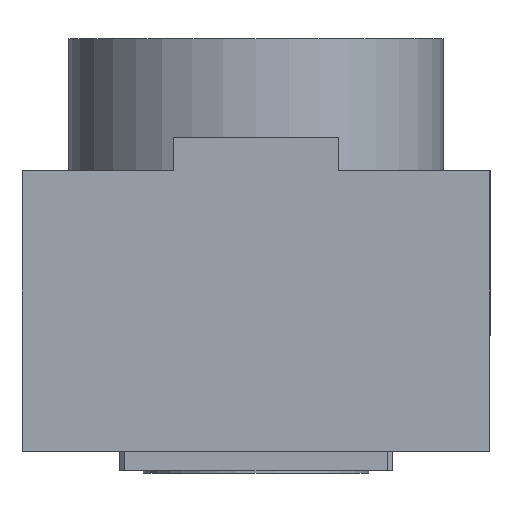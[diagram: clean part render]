
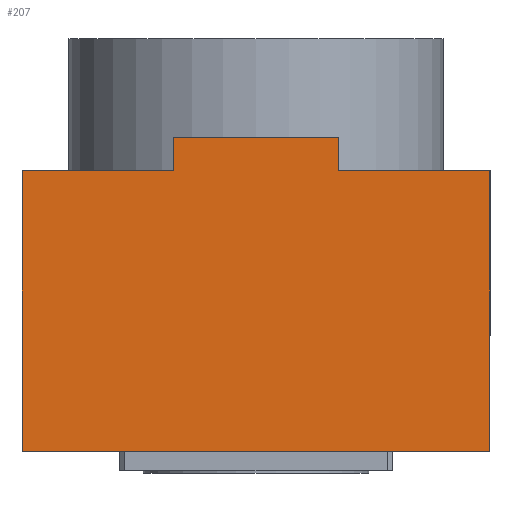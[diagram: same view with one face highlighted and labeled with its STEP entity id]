
A CAD part, left-side view. The second image highlights one B-rep face of the part: STEP entity #207.
In plain terms, the highlighted planar face has unit normal (-1, 0, 0).
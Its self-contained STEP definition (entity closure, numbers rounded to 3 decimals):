
#52=FACE_OUTER_BOUND('',#293,.T.);
#75=LINE('',#955,#138);
#85=LINE('',#988,#148);
#88=LINE('',#993,#151);
#90=LINE('',#999,#153);
#91=LINE('',#1001,#154);
#92=LINE('',#1003,#155);
#93=LINE('',#1005,#156);
#94=LINE('',#1006,#157);
#138=VECTOR('',#771,1.);
#148=VECTOR('',#803,1.);
#151=VECTOR('',#806,1.);
#153=VECTOR('',#812,1.);
#154=VECTOR('',#815,1.);
#155=VECTOR('',#816,1.);
#156=VECTOR('',#817,1.);
#157=VECTOR('',#818,1.);
#207=ADVANCED_FACE('',(#52),#242,.F.);
#242=PLANE('',#711);
#293=EDGE_LOOP('',(#372,#373,#374,#375,#376,#377,#378,#379));
#372=ORIENTED_EDGE('',*,*,#579,.T.);
#373=ORIENTED_EDGE('',*,*,#586,.T.);
#374=ORIENTED_EDGE('',*,*,#587,.F.);
#375=ORIENTED_EDGE('',*,*,#588,.F.);
#376=ORIENTED_EDGE('',*,*,#582,.F.);
#377=ORIENTED_EDGE('',*,*,#589,.F.);
#378=ORIENTED_EDGE('',*,*,#563,.T.);
#379=ORIENTED_EDGE('',*,*,#585,.F.);
#505=VERTEX_POINT('',#954);
#506=VERTEX_POINT('',#956);
#517=VERTEX_POINT('',#987);
#518=VERTEX_POINT('',#989);
#519=VERTEX_POINT('',#992);
#520=VERTEX_POINT('',#994);
#522=VERTEX_POINT('',#1002);
#523=VERTEX_POINT('',#1004);
#563=EDGE_CURVE('',#506,#505,#75,.T.);
#579=EDGE_CURVE('',#518,#517,#85,.T.);
#582=EDGE_CURVE('',#519,#520,#88,.T.);
#585=EDGE_CURVE('',#518,#505,#90,.T.);
#586=EDGE_CURVE('',#517,#522,#91,.T.);
#587=EDGE_CURVE('',#523,#522,#92,.T.);
#588=EDGE_CURVE('',#520,#523,#93,.T.);
#589=EDGE_CURVE('',#506,#519,#94,.T.);
#711=AXIS2_PLACEMENT_3D('',#1007,#819,#820);
#771=DIRECTION('',(0.,1.,0.));
#803=DIRECTION('',(0.,1.,0.));
#806=DIRECTION('',(0.,-1.,0.));
#812=DIRECTION('',(0.,0.,1.));
#815=DIRECTION('',(0.,0.,-1.));
#816=DIRECTION('',(0.,1.,0.));
#817=DIRECTION('',(0.,0.,-1.));
#818=DIRECTION('',(0.,0.,-1.));
#819=DIRECTION('',(1.,0.,0.));
#820=DIRECTION('',(0.,0.,-1.));
#954=CARTESIAN_POINT('',(-76.,15.,6.));
#955=CARTESIAN_POINT('',(-76.,-42.5,6.));
#956=CARTESIAN_POINT('',(-76.,-15.,6.));
#987=CARTESIAN_POINT('',(-76.,42.5,0.));
#988=CARTESIAN_POINT('',(-76.,41.5,0.));
#989=CARTESIAN_POINT('',(-76.,15.,0.));
#992=CARTESIAN_POINT('',(-76.,-15.,0.));
#993=CARTESIAN_POINT('',(-76.,-41.5,0.));
#994=CARTESIAN_POINT('',(-76.,-42.5,0.));
#999=CARTESIAN_POINT('',(-76.,15.,6.));
#1001=CARTESIAN_POINT('',(-76.,42.5,6.));
#1002=CARTESIAN_POINT('',(-76.,42.5,-51.));
#1003=CARTESIAN_POINT('',(-76.,-42.5,-51.));
#1004=CARTESIAN_POINT('',(-76.,-42.5,-51.));
#1005=CARTESIAN_POINT('',(-76.,-42.5,6.));
#1006=CARTESIAN_POINT('',(-76.,-15.,0.));
#1007=CARTESIAN_POINT('',(-76.,-42.5,6.));
